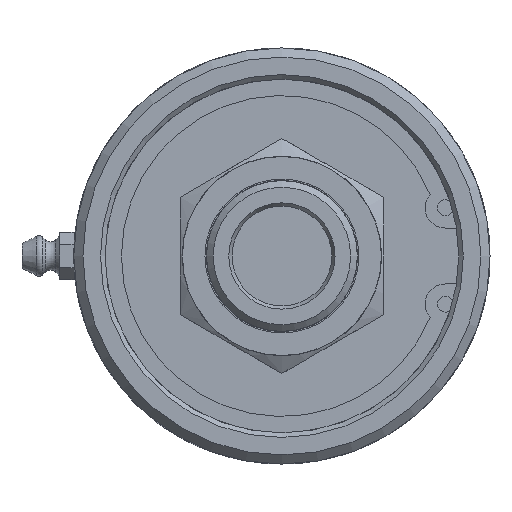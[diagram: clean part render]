
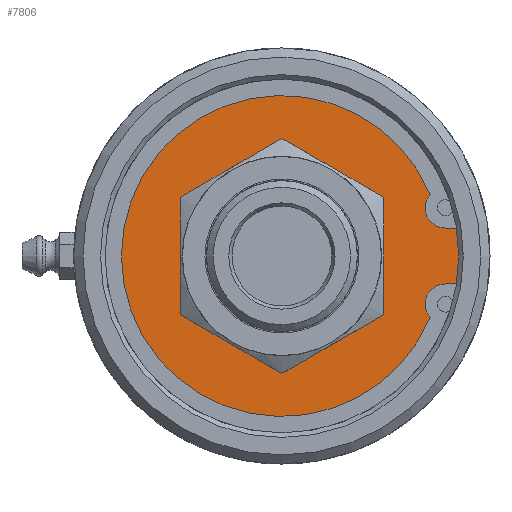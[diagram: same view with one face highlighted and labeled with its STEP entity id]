
A CAD part, left-side view. The second image highlights one B-rep face of the part: STEP entity #7806.
In plain terms, the highlighted planar face has unit normal (-1, 0, 0).
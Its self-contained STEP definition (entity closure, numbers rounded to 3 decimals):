
#107=FACE_BOUND('',#2691,.T.);
#860=LINE('',#20287,#1252);
#865=LINE('',#20301,#1257);
#1252=VECTOR('',#9381,10.);
#1257=VECTOR('',#9388,10.);
#2209=FACE_OUTER_BOUND('',#2690,.T.);
#2690=EDGE_LOOP('',(#6879,#6880,#6881,#6882,#6883,#6884));
#2691=EDGE_LOOP('',(#6885,#6886));
#2960=CIRCLE('',#8237,3.556);
#2962=CIRCLE('',#8240,28.142);
#2964=CIRCLE('',#8243,3.556);
#2971=CIRCLE('',#8255,33.45);
#2972=CIRCLE('',#8258,17.5);
#2973=CIRCLE('',#8259,17.5);
#3690=VERTEX_POINT('',#20284);
#3691=VERTEX_POINT('',#20286);
#3695=VERTEX_POINT('',#20298);
#3696=VERTEX_POINT('',#20300);
#3697=VERTEX_POINT('',#20304);
#3699=VERTEX_POINT('',#20310);
#3702=VERTEX_POINT('',#20332);
#3703=VERTEX_POINT('',#20333);
#4771=EDGE_CURVE('',#3691,#3690,#860,.T.);
#4777=EDGE_CURVE('',#3696,#3695,#865,.T.);
#4779=EDGE_CURVE('',#3695,#3697,#2960,.T.);
#4782=EDGE_CURVE('',#3697,#3699,#2962,.T.);
#4785=EDGE_CURVE('',#3699,#3691,#2964,.T.);
#4792=EDGE_CURVE('',#3690,#3696,#2971,.T.);
#4793=EDGE_CURVE('',#3702,#3703,#2972,.T.);
#4794=EDGE_CURVE('',#3703,#3702,#2973,.T.);
#6879=ORIENTED_EDGE('',*,*,#4777,.T.);
#6880=ORIENTED_EDGE('',*,*,#4779,.T.);
#6881=ORIENTED_EDGE('',*,*,#4782,.T.);
#6882=ORIENTED_EDGE('',*,*,#4785,.T.);
#6883=ORIENTED_EDGE('',*,*,#4771,.T.);
#6884=ORIENTED_EDGE('',*,*,#4792,.T.);
#6885=ORIENTED_EDGE('',*,*,#4793,.T.);
#6886=ORIENTED_EDGE('',*,*,#4794,.T.);
#7431=PLANE('',#8257);
#7806=ADVANCED_FACE('',(#2209,#107),#7431,.F.);
#8237=AXIS2_PLACEMENT_3D('',#20305,#9392,#9393);
#8240=AXIS2_PLACEMENT_3D('',#20311,#9399,#9400);
#8243=AXIS2_PLACEMENT_3D('',#20316,#9406,#9407);
#8255=AXIS2_PLACEMENT_3D('',#20329,#9430,#9431);
#8257=AXIS2_PLACEMENT_3D('',#20331,#9434,#9435);
#8258=AXIS2_PLACEMENT_3D('',#20334,#9436,#9437);
#8259=AXIS2_PLACEMENT_3D('',#20335,#9438,#9439);
#9381=DIRECTION('',(0.,-1.,0.));
#9388=DIRECTION('',(0.,1.,0.));
#9392=DIRECTION('center_axis',(1.,0.,0.));
#9393=DIRECTION('ref_axis',(0.,0.754,0.657));
#9399=DIRECTION('center_axis',(-1.,0.,0.));
#9400=DIRECTION('ref_axis',(0.,0.924,-0.384));
#9406=DIRECTION('center_axis',(1.,0.,0.));
#9407=DIRECTION('ref_axis',(0.,0.,1.));
#9430=DIRECTION('center_axis',(-1.,0.,0.));
#9431=DIRECTION('ref_axis',(0.,1.,0.));
#9434=DIRECTION('center_axis',(1.,0.,0.));
#9435=DIRECTION('ref_axis',(0.,0.,-1.));
#9436=DIRECTION('center_axis',(1.,0.,0.));
#9437=DIRECTION('ref_axis',(0.,1.,0.));
#9438=DIRECTION('center_axis',(1.,0.,0.));
#9439=DIRECTION('ref_axis',(0.,1.,0.));
#20284=CARTESIAN_POINT('',(6.08,-33.089,-4.902));
#20286=CARTESIAN_POINT('',(6.08,-28.672,-4.902));
#20287=CARTESIAN_POINT('',(6.08,-8.182,-4.902));
#20298=CARTESIAN_POINT('',(6.08,-28.672,4.902));
#20300=CARTESIAN_POINT('',(6.08,-33.089,4.902));
#20301=CARTESIAN_POINT('',(6.08,-5.974,4.902));
#20304=CARTESIAN_POINT('',(6.08,-25.99,10.793));
#20305=CARTESIAN_POINT('Origin',(6.08,-28.672,8.458));
#20310=CARTESIAN_POINT('',(6.08,-25.99,-10.793));
#20311=CARTESIAN_POINT('Origin',(6.08,0.,0.));
#20316=CARTESIAN_POINT('Origin',(6.08,-28.672,-8.458));
#20329=CARTESIAN_POINT('Origin',(6.08,0.,0.));
#20331=CARTESIAN_POINT('Origin',(6.08,16.725,0.));
#20332=CARTESIAN_POINT('',(6.08,17.5,0.));
#20333=CARTESIAN_POINT('',(6.08,-17.5,0.));
#20334=CARTESIAN_POINT('Origin',(6.08,0.,0.));
#20335=CARTESIAN_POINT('Origin',(6.08,0.,0.));
